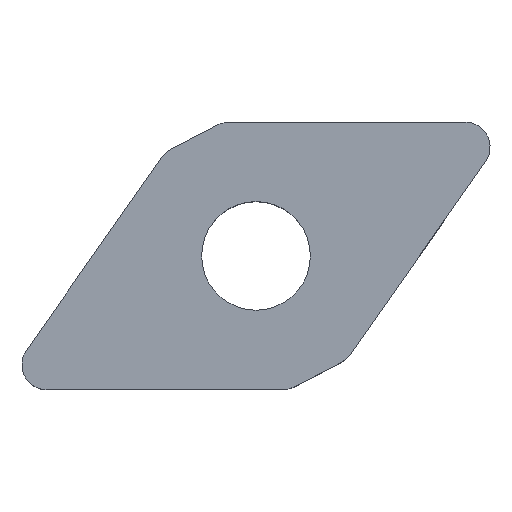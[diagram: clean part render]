
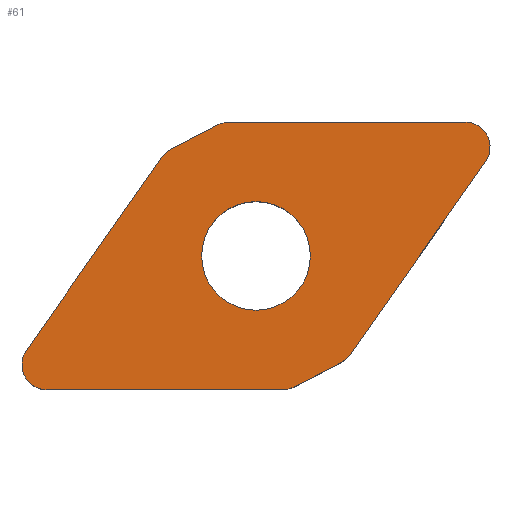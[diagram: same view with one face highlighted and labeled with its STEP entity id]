
A CAD part, top view. The second image highlights one B-rep face of the part: STEP entity #61.
In plain terms, the highlighted planar face has unit normal (0, 0, 1).
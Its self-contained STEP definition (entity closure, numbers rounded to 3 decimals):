
#35=FACE_BOUND('',#95,.T.);
#36=FACE_BOUND('',#96,.T.);
#47=PLANE('',#358);
#61=ADVANCED_FACE('',(#35,#36),#47,.F.);
#95=EDGE_LOOP('',(#197));
#96=EDGE_LOOP('',(#198,#199,#200,#201,#202,#203,#204,#205,#206,#207,#208,
#209));
#104=LINE('',#577,#128);
#109=LINE('',#591,#133);
#113=LINE('',#603,#137);
#115=LINE('',#607,#139);
#119=LINE('',#619,#143);
#124=LINE('',#636,#148);
#128=VECTOR('',#377,1.);
#133=VECTOR('',#390,1.);
#137=VECTOR('',#402,1.);
#139=VECTOR('',#406,1.);
#143=VECTOR('',#418,1.);
#148=VECTOR('',#437,1.);
#197=ORIENTED_EDGE('',*,*,#287,.T.);
#198=ORIENTED_EDGE('',*,*,#256,.T.);
#199=ORIENTED_EDGE('',*,*,#253,.T.);
#200=ORIENTED_EDGE('',*,*,#263,.T.);
#201=ORIENTED_EDGE('',*,*,#284,.T.);
#202=ORIENTED_EDGE('',*,*,#286,.T.);
#203=ORIENTED_EDGE('',*,*,#280,.T.);
#204=ORIENTED_EDGE('',*,*,#277,.T.);
#205=ORIENTED_EDGE('',*,*,#274,.T.);
#206=ORIENTED_EDGE('',*,*,#271,.T.);
#207=ORIENTED_EDGE('',*,*,#266,.T.);
#208=ORIENTED_EDGE('',*,*,#269,.T.);
#209=ORIENTED_EDGE('',*,*,#259,.T.);
#227=VERTEX_POINT('',#570);
#228=VERTEX_POINT('',#572);
#230=VERTEX_POINT('',#578);
#232=VERTEX_POINT('',#584);
#234=VERTEX_POINT('',#590);
#237=VERTEX_POINT('',#597);
#238=VERTEX_POINT('',#599);
#240=VERTEX_POINT('',#608);
#242=VERTEX_POINT('',#614);
#244=VERTEX_POINT('',#620);
#246=VERTEX_POINT('',#626);
#248=VERTEX_POINT('',#632);
#249=VERTEX_POINT('',#639);
#253=EDGE_CURVE('',#228,#227,#290,.T.);
#256=EDGE_CURVE('',#230,#228,#104,.T.);
#259=EDGE_CURVE('',#232,#230,#292,.T.);
#263=EDGE_CURVE('',#227,#234,#109,.T.);
#266=EDGE_CURVE('',#238,#237,#294,.T.);
#269=EDGE_CURVE('',#237,#232,#113,.T.);
#271=EDGE_CURVE('',#240,#238,#115,.T.);
#274=EDGE_CURVE('',#242,#240,#296,.T.);
#277=EDGE_CURVE('',#244,#242,#119,.T.);
#280=EDGE_CURVE('',#246,#244,#298,.T.);
#284=EDGE_CURVE('',#234,#248,#300,.T.);
#286=EDGE_CURVE('',#248,#246,#124,.T.);
#287=EDGE_CURVE('',#249,#249,#301,.T.);
#290=CIRCLE('',#334,1.2);
#292=CIRCLE('',#338,1.191);
#294=CIRCLE('',#342,1.2);
#296=CIRCLE('',#347,1.2);
#298=CIRCLE('',#351,1.191);
#300=CIRCLE('',#354,1.2);
#301=CIRCLE('',#357,2.578);
#334=AXIS2_PLACEMENT_3D('',#571,#371,#372);
#338=AXIS2_PLACEMENT_3D('',#583,#383,#384);
#342=AXIS2_PLACEMENT_3D('',#598,#396,#397);
#347=AXIS2_PLACEMENT_3D('',#613,#412,#413);
#351=AXIS2_PLACEMENT_3D('',#625,#424,#425);
#354=AXIS2_PLACEMENT_3D('',#633,#432,#433);
#357=AXIS2_PLACEMENT_3D('',#638,#440,#441);
#358=AXIS2_PLACEMENT_3D('',#640,#442,#443);
#371=DIRECTION('',(0.,0.,1.));
#372=DIRECTION('',(0.,1.,0.));
#377=DIRECTION('',(-1.,0.,0.));
#383=DIRECTION('',(0.,0.,1.));
#384=DIRECTION('',(0.,1.,0.));
#390=DIRECTION('',(-0.887,-0.462,0.));
#396=DIRECTION('',(0.,0.,1.));
#397=DIRECTION('',(0.,1.,0.));
#402=DIRECTION('',(0.574,0.819,0.));
#406=DIRECTION('',(0.887,0.462,0.));
#412=DIRECTION('',(0.,0.,1.));
#413=DIRECTION('',(0.,1.,0.));
#418=DIRECTION('',(1.,0.,0.));
#424=DIRECTION('',(0.,0.,1.));
#425=DIRECTION('',(0.,1.,0.));
#432=DIRECTION('',(0.,0.,1.));
#433=DIRECTION('',(0.,1.,0.));
#437=DIRECTION('',(-0.574,-0.819,0.));
#440=DIRECTION('',(0.,0.,-1.));
#441=DIRECTION('',(0.,1.,0.));
#442=DIRECTION('',(0.,0.,-1.));
#443=DIRECTION('',(-0.462,0.887,0.));
#570=CARTESIAN_POINT('',(-1.814,6.214,0.));
#571=CARTESIAN_POINT('',(-1.26,5.15,0.));
#572=CARTESIAN_POINT('',(-1.26,6.35,0.));
#577=CARTESIAN_POINT('',(-16.,6.35,0.));
#578=CARTESIAN_POINT('',(9.91,6.35,0.));
#583=CARTESIAN_POINT('',(9.91,5.159,0.));
#584=CARTESIAN_POINT('',(10.886,4.476,0.));
#590=CARTESIAN_POINT('',(-4.05,5.051,0.));
#591=CARTESIAN_POINT('',(-2.932,5.633,0.));
#597=CARTESIAN_POINT('',(4.479,-4.675,0.));
#598=CARTESIAN_POINT('',(3.496,-3.986,0.));
#599=CARTESIAN_POINT('',(4.05,-5.051,0.));
#603=CARTESIAN_POINT('',(-3.976,-16.749,0.));
#607=CARTESIAN_POINT('',(2.932,-5.633,0.));
#608=CARTESIAN_POINT('',(1.814,-6.214,0.));
#613=CARTESIAN_POINT('',(1.26,-5.15,0.));
#614=CARTESIAN_POINT('',(1.26,-6.35,0.));
#619=CARTESIAN_POINT('',(16.,-6.35,0.));
#620=CARTESIAN_POINT('',(-9.91,-6.35,0.));
#625=CARTESIAN_POINT('',(-9.91,-5.159,0.));
#626=CARTESIAN_POINT('',(-10.886,-4.476,0.));
#632=CARTESIAN_POINT('',(-4.479,4.675,0.));
#633=CARTESIAN_POINT('',(-3.496,3.986,0.));
#636=CARTESIAN_POINT('',(3.976,16.749,0.));
#638=CARTESIAN_POINT('',(0.,0.,0.));
#639=CARTESIAN_POINT('',(0.,2.578,0.));
#640=CARTESIAN_POINT('',(10.615,5.526,0.));
